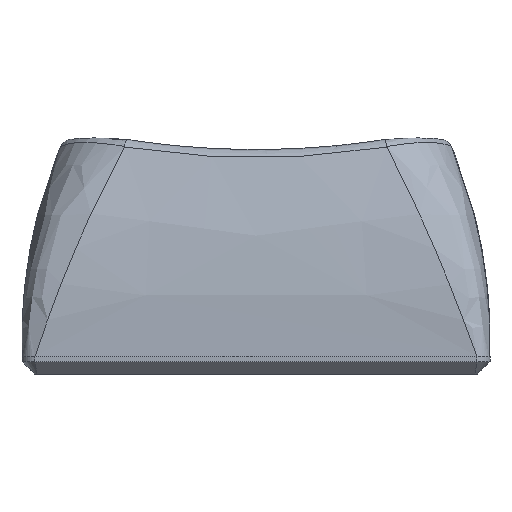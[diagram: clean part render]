
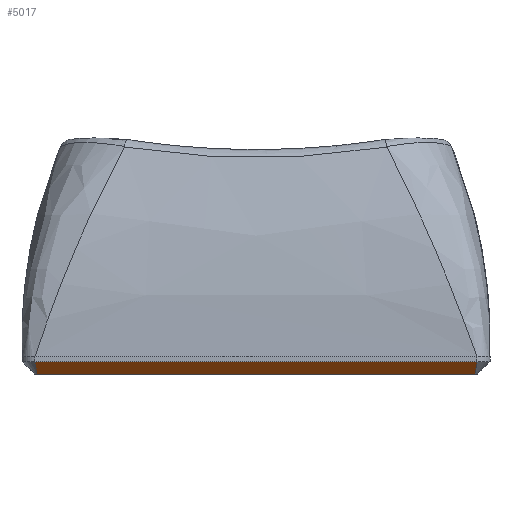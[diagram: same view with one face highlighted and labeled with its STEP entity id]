
A CAD part, front view. The second image highlights one B-rep face of the part: STEP entity #5017.
In plain terms, the highlighted planar face has unit normal (0, -0.707, -0.707).
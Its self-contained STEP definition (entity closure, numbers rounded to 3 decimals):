
#720 = PLANE('',#721);
#721 = AXIS2_PLACEMENT_3D('',#722,#723,#724);
#722 = CARTESIAN_POINT('',(-8.5,-9.,0.672));
#723 = DIRECTION('',(0.,-1.,0.));
#724 = DIRECTION('',(1.,0.,0.));
#1973 = VERTEX_POINT('',#1974);
#1974 = CARTESIAN_POINT('',(-8.5,-9.,0.48));
#2000 = EDGE_CURVE('',#1973,#2001,#2003,.T.);
#2001 = VERTEX_POINT('',#2002);
#2002 = CARTESIAN_POINT('',(8.5,-9.,0.48));
#2003 = SURFACE_CURVE('',#2004,(#2008,#2015),.PCURVE_S1.);
#2004 = LINE('',#2005,#2006);
#2005 = CARTESIAN_POINT('',(-8.5,-9.,0.48));
#2006 = VECTOR('',#2007,1.);
#2007 = DIRECTION('',(1.,0.,0.));
#2008 = PCURVE('',#720,#2009);
#2009 = DEFINITIONAL_REPRESENTATION('',(#2010),#2014);
#2010 = LINE('',#2011,#2012);
#2011 = CARTESIAN_POINT('',(0.,-0.192));
#2012 = VECTOR('',#2013,1.);
#2013 = DIRECTION('',(1.,0.));
#2014 = ( GEOMETRIC_REPRESENTATION_CONTEXT(2) 
PARAMETRIC_REPRESENTATION_CONTEXT() REPRESENTATION_CONTEXT('2D SPACE',''
  ) );
#2015 = PCURVE('',#2016,#2021);
#2016 = PLANE('',#2017);
#2017 = AXIS2_PLACEMENT_3D('',#2018,#2019,#2020);
#2018 = CARTESIAN_POINT('',(-8.5,-8.76,0.24));
#2019 = DIRECTION('',(0.,0.707,0.707)
  );
#2020 = DIRECTION('',(1.,0.,0.));
#2021 = DEFINITIONAL_REPRESENTATION('',(#2022),#2026);
#2022 = LINE('',#2023,#2024);
#2023 = CARTESIAN_POINT('',(0.,-0.339));
#2024 = VECTOR('',#2025,1.);
#2025 = DIRECTION('',(1.,0.));
#2026 = ( GEOMETRIC_REPRESENTATION_CONTEXT(2) 
PARAMETRIC_REPRESENTATION_CONTEXT() REPRESENTATION_CONTEXT('2D SPACE',''
  ) );
#3188 = CONICAL_SURFACE('',#3189,0.7,0.785);
#3189 = AXIS2_PLACEMENT_3D('',#3190,#3191,#3192);
#3190 = CARTESIAN_POINT('',(8.323,-8.323,0.48));
#3191 = DIRECTION('',(-0.,-0.,1.));
#3192 = DIRECTION('',(0.967,-0.253,0.));
#5017 = ADVANCED_FACE('',(#5018),#2016,.F.);
#5018 = FACE_BOUND('',#5019,.F.);
#5019 = EDGE_LOOP('',(#5020,#5055,#5056,#5086));
#5020 = ORIENTED_EDGE('',*,*,#5021,.F.);
#5021 = EDGE_CURVE('',#1973,#5022,#5024,.T.);
#5022 = VERTEX_POINT('',#5023);
#5023 = CARTESIAN_POINT('',(-8.42,-8.52,0.));
#5024 = SURFACE_CURVE('',#5025,(#5030,#5037),.PCURVE_S1.);
#5025 = PARABOLA('',#5026,0.008);
#5026 = AXIS2_PLACEMENT_3D('',#5027,#5028,#5029);
#5027 = CARTESIAN_POINT('',(-8.323,-8.311,
    -0.209));
#5028 = DIRECTION('',(0.,0.707,0.707)
  );
#5029 = DIRECTION('',(0.,-0.707,0.707)
  );
#5030 = PCURVE('',#2016,#5031);
#5031 = DEFINITIONAL_REPRESENTATION('',(#5032),#5036);
#5032 = B_SPLINE_CURVE_WITH_KNOTS('',2,(#5033,#5034,#5035),
  .UNSPECIFIED.,.F.,.F.,(3,3),(-0.177,-0.098),
  .PIECEWISE_BEZIER_KNOTS.);
#5033 = CARTESIAN_POINT('',(0.,-0.339));
#5034 = CARTESIAN_POINT('',(0.04,0.098));
#5035 = CARTESIAN_POINT('',(0.08,0.339));
#5036 = ( GEOMETRIC_REPRESENTATION_CONTEXT(2) 
PARAMETRIC_REPRESENTATION_CONTEXT() REPRESENTATION_CONTEXT('2D SPACE',''
  ) );
#5037 = PCURVE('',#5038,#5043);
#5038 = CONICAL_SURFACE('',#5039,0.7,0.785);
#5039 = AXIS2_PLACEMENT_3D('',#5040,#5041,#5042);
#5040 = CARTESIAN_POINT('',(-8.323,-8.323,0.48));
#5041 = DIRECTION('',(-0.,-0.,1.));
#5042 = DIRECTION('',(-0.253,-0.967,-0.));
#5043 = DEFINITIONAL_REPRESENTATION('',(#5044),#5054);
#5044 = B_SPLINE_CURVE_WITH_KNOTS('',8,(#5045,#5046,#5047,#5048,#5049,
    #5050,#5051,#5052,#5053),.UNSPECIFIED.,.F.,.F.,(9,9),(
    -0.177,-0.098),.PIECEWISE_BEZIER_KNOTS.);
#5045 = CARTESIAN_POINT('',(0.,0.));
#5046 = CARTESIAN_POINT('',(-0.014,-0.077));
#5047 = CARTESIAN_POINT('',(-0.03,-0.15));
#5048 = CARTESIAN_POINT('',(-0.048,-0.217));
#5049 = CARTESIAN_POINT('',(-0.069,-0.28));
#5050 = CARTESIAN_POINT('',(-0.094,-0.337));
#5051 = CARTESIAN_POINT('',(-0.123,-0.39));
#5052 = CARTESIAN_POINT('',(-0.158,-0.437));
#5053 = CARTESIAN_POINT('',(-0.203,-0.48));
#5054 = ( GEOMETRIC_REPRESENTATION_CONTEXT(2) 
PARAMETRIC_REPRESENTATION_CONTEXT() REPRESENTATION_CONTEXT('2D SPACE',''
  ) );
#5055 = ORIENTED_EDGE('',*,*,#2000,.T.);
#5056 = ORIENTED_EDGE('',*,*,#5057,.T.);
#5057 = EDGE_CURVE('',#2001,#5058,#5060,.T.);
#5058 = VERTEX_POINT('',#5059);
#5059 = CARTESIAN_POINT('',(8.42,-8.52,0.));
#5060 = SURFACE_CURVE('',#5061,(#5066,#5073),.PCURVE_S1.);
#5061 = PARABOLA('',#5062,0.008);
#5062 = AXIS2_PLACEMENT_3D('',#5063,#5064,#5065);
#5063 = CARTESIAN_POINT('',(8.323,-8.311,
    -0.209));
#5064 = DIRECTION('',(0.,-0.707,-0.707
    ));
#5065 = DIRECTION('',(0.,-0.707,0.707)
  );
#5066 = PCURVE('',#2016,#5067);
#5067 = DEFINITIONAL_REPRESENTATION('',(#5068),#5072);
#5068 = B_SPLINE_CURVE_WITH_KNOTS('',2,(#5069,#5070,#5071),
  .UNSPECIFIED.,.F.,.F.,(3,3),(-0.177,-0.098),
  .PIECEWISE_BEZIER_KNOTS.);
#5069 = CARTESIAN_POINT('',(17.,-0.339));
#5070 = CARTESIAN_POINT('',(16.96,0.098));
#5071 = CARTESIAN_POINT('',(16.92,0.339));
#5072 = ( GEOMETRIC_REPRESENTATION_CONTEXT(2) 
PARAMETRIC_REPRESENTATION_CONTEXT() REPRESENTATION_CONTEXT('2D SPACE',''
  ) );
#5073 = PCURVE('',#3188,#5074);
#5074 = DEFINITIONAL_REPRESENTATION('',(#5075),#5085);
#5075 = B_SPLINE_CURVE_WITH_KNOTS('',8,(#5076,#5077,#5078,#5079,#5080,
    #5081,#5082,#5083,#5084),.UNSPECIFIED.,.F.,.F.,(9,9),(
    -0.177,-0.098),.PIECEWISE_BEZIER_KNOTS.);
#5076 = CARTESIAN_POINT('',(-1.059,0.));
#5077 = CARTESIAN_POINT('',(-1.045,-0.077));
#5078 = CARTESIAN_POINT('',(-1.029,-0.15));
#5079 = CARTESIAN_POINT('',(-1.01,-0.217));
#5080 = CARTESIAN_POINT('',(-0.99,-0.28));
#5081 = CARTESIAN_POINT('',(-0.965,-0.337));
#5082 = CARTESIAN_POINT('',(-0.936,-0.39));
#5083 = CARTESIAN_POINT('',(-0.901,-0.437));
#5084 = CARTESIAN_POINT('',(-0.856,-0.48));
#5085 = ( GEOMETRIC_REPRESENTATION_CONTEXT(2) 
PARAMETRIC_REPRESENTATION_CONTEXT() REPRESENTATION_CONTEXT('2D SPACE',''
  ) );
#5086 = ORIENTED_EDGE('',*,*,#5087,.F.);
#5087 = EDGE_CURVE('',#5022,#5058,#5088,.T.);
#5088 = SURFACE_CURVE('',#5089,(#5093,#5100),.PCURVE_S1.);
#5089 = LINE('',#5090,#5091);
#5090 = CARTESIAN_POINT('',(-8.5,-8.52,0.));
#5091 = VECTOR('',#5092,1.);
#5092 = DIRECTION('',(1.,0.,0.));
#5093 = PCURVE('',#2016,#5094);
#5094 = DEFINITIONAL_REPRESENTATION('',(#5095),#5099);
#5095 = LINE('',#5096,#5097);
#5096 = CARTESIAN_POINT('',(0.,0.339));
#5097 = VECTOR('',#5098,1.);
#5098 = DIRECTION('',(1.,0.));
#5099 = ( GEOMETRIC_REPRESENTATION_CONTEXT(2) 
PARAMETRIC_REPRESENTATION_CONTEXT() REPRESENTATION_CONTEXT('2D SPACE',''
  ) );
#5100 = PCURVE('',#5101,#5106);
#5101 = PLANE('',#5102);
#5102 = AXIS2_PLACEMENT_3D('',#5103,#5104,#5105);
#5103 = CARTESIAN_POINT('',(8.5,9.,0.));
#5104 = DIRECTION('',(0.,0.,-1.));
#5105 = DIRECTION('',(-1.,0.,0.));
#5106 = DEFINITIONAL_REPRESENTATION('',(#5107),#5111);
#5107 = LINE('',#5108,#5109);
#5108 = CARTESIAN_POINT('',(17.,-17.52));
#5109 = VECTOR('',#5110,1.);
#5110 = DIRECTION('',(-1.,0.));
#5111 = ( GEOMETRIC_REPRESENTATION_CONTEXT(2) 
PARAMETRIC_REPRESENTATION_CONTEXT() REPRESENTATION_CONTEXT('2D SPACE',''
  ) );
